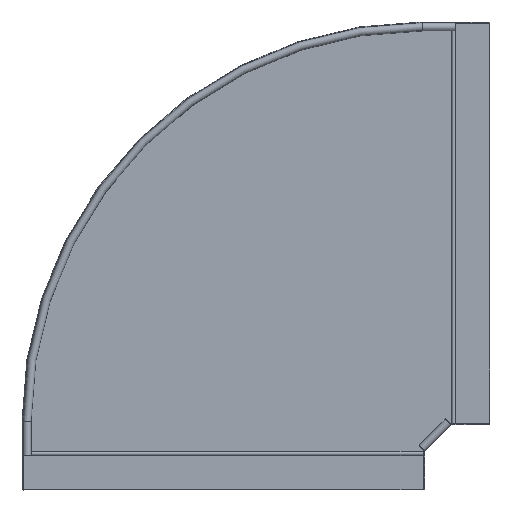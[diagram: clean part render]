
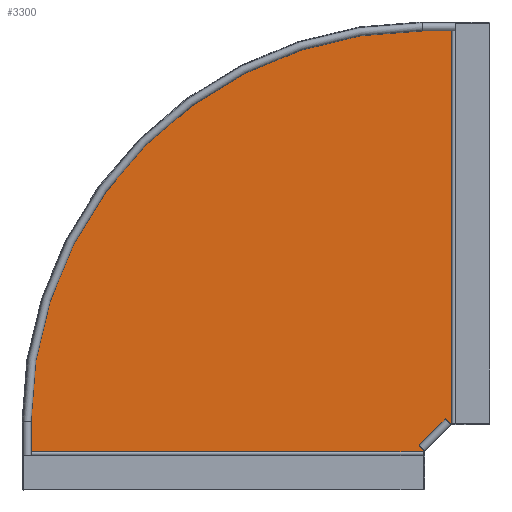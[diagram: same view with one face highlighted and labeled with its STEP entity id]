
A CAD part, top view. The second image highlights one B-rep face of the part: STEP entity #3300.
In plain terms, the highlighted planar face has unit normal (0, 0, 1).
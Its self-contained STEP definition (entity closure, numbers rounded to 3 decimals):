
#2705=DIRECTION('',(-1.,0.,-0.001));
#2706=VECTOR('',#2705,1.986);
#2707=CARTESIAN_POINT('',(-57.314,100.35,0.001));
#2708=LINE('',#2707,#2706);
#2782=DIRECTION('',(1.,0.,0.));
#2783=VECTOR('',#2782,44.536);
#2784=CARTESIAN_POINT('',(-101.85,698.85,0.));
#2785=LINE('',#2784,#2783);
#2835=DIRECTION('',(0.707,0.707,0.));
#2836=VECTOR('',#2835,58.053);
#2837=CARTESIAN_POINT('',(-100.35,59.3,0.));
#2838=LINE('',#2837,#2836);
#2839=CARTESIAN_POINT('',(-101.85,101.85,0.));
#2840=DIRECTION('',(0.,0.,1.));
#2841=DIRECTION('',(0.,1.,0.));
#2842=AXIS2_PLACEMENT_3D('',#2839,#2840,#2841);
#2864=CARTESIAN_POINT('',(-100.35,57.314,0.001));
#2871=DIRECTION('',(0.,-1.,0.001));
#2872=VECTOR('',#2871,1.986);
#2873=CARTESIAN_POINT('',(-100.35,59.3,0.));
#2874=LINE('',#2873,#2872);
#2945=DIRECTION('',(0.,1.,0.));
#2946=VECTOR('',#2945,44.536);
#2947=CARTESIAN_POINT('',(-698.85,57.314,0.001));
#2948=LINE('',#2947,#2946);
#2972=DIRECTION('',(-1.,0.,0.));
#2973=VECTOR('',#2972,598.5);
#2974=CARTESIAN_POINT('',(-100.35,57.314,0.001));
#2975=LINE('',#2974,#2973);
#2988=DIRECTION('',(0.,-1.,0.));
#2989=VECTOR('',#2988,598.5);
#2990=CARTESIAN_POINT('',(-57.314,698.85,0.001));
#2991=LINE('',#2990,#2989);
#3016=VERTEX_POINT('',#2864);
#3028=CARTESIAN_POINT('',(-100.35,59.3,0.));
#3029=VERTEX_POINT('',#3028);
#3056=CARTESIAN_POINT('',(-57.314,100.35,0.001));
#3057=CARTESIAN_POINT('',(-59.3,100.35,0.));
#3058=VERTEX_POINT('',#3056);
#3059=VERTEX_POINT('',#3057);
#3060=CARTESIAN_POINT('',(-101.85,698.85,0.));
#3061=CARTESIAN_POINT('',(-57.314,698.85,0.001));
#3062=VERTEX_POINT('',#3060);
#3063=VERTEX_POINT('',#3061);
#3064=CARTESIAN_POINT('',(-698.85,101.85,0.));
#3065=VERTEX_POINT('',#3064);
#3066=CARTESIAN_POINT('',(-698.85,57.314,0.001));
#3067=VERTEX_POINT('',#3066);
#3280=CARTESIAN_POINT('',(-101.85,101.85,0.));
#3281=DIRECTION('',(0.,0.,-1.));
#3282=DIRECTION('',(-1.,0.,0.));
#3283=AXIS2_PLACEMENT_3D('',#3280,#3281,#3282);
#3284=PLANE('',#3283);
#3286=ORIENTED_EDGE('',*,*,#3285,.F.);
#3288=ORIENTED_EDGE('',*,*,#3287,.T.);
#3290=ORIENTED_EDGE('',*,*,#3289,.T.);
#3292=ORIENTED_EDGE('',*,*,#3291,.T.);
#3293=ORIENTED_EDGE('',*,*,#3271,.F.);
#3294=ORIENTED_EDGE('',*,*,#3197,.T.);
#3296=ORIENTED_EDGE('',*,*,#3295,.T.);
#3297=ORIENTED_EDGE('',*,*,#3154,.T.);
#3298=EDGE_LOOP('',(#3286,#3288,#3290,#3292,#3293,#3294,#3296,#3297));
#3299=FACE_OUTER_BOUND('',#3298,.F.);
#3300=ADVANCED_FACE('',(#3299),#3284,.F.);
#2843=CIRCLE('',#2842,597.);
#3154=EDGE_CURVE('',#3058,#3059,#2708,.T.);
#3197=EDGE_CURVE('',#3062,#3063,#2785,.T.);
#3271=EDGE_CURVE('',#3062,#3065,#2843,.T.);
#3285=EDGE_CURVE('',#3029,#3059,#2838,.T.);
#3287=EDGE_CURVE('',#3029,#3016,#2874,.T.);
#3289=EDGE_CURVE('',#3016,#3067,#2975,.T.);
#3291=EDGE_CURVE('',#3067,#3065,#2948,.T.);
#3295=EDGE_CURVE('',#3063,#3058,#2991,.T.);
